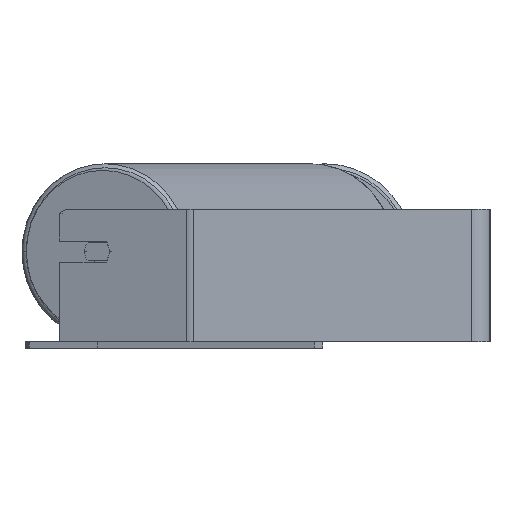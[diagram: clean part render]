
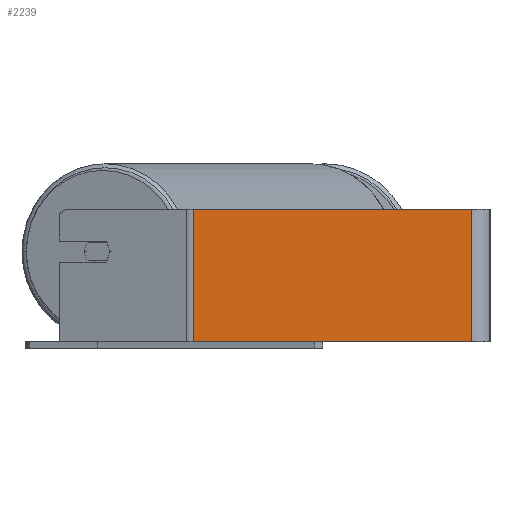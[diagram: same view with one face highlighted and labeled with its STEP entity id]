
A CAD part, left-side view. The second image highlights one B-rep face of the part: STEP entity #2239.
In plain terms, the highlighted planar face has unit normal (-1, 0, 0).
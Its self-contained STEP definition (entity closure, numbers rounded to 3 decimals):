
#1268 = PLANE ( 'NONE',  #1610 ) ;
#1610 = AXIS2_PLACEMENT_3D ( 'NONE', #8561, #2847, #2129 ) ;
#1756 = VERTEX_POINT ( 'NONE', #9301 ) ;
#1974 = EDGE_CURVE ( 'NONE', #3976, #2346, #8768, .T. ) ;
#2129 = DIRECTION ( 'NONE',  ( 0., 0., -1. ) ) ;
#2239 = ADVANCED_FACE ( 'NONE', ( #3645 ), #1268, .F. ) ;
#2346 = VERTEX_POINT ( 'NONE', #2405 ) ;
#2405 = CARTESIAN_POINT ( 'NONE',  ( -745., 14., -50. ) ) ;
#2620 = ORIENTED_EDGE ( 'NONE', *, *, #1974, .T. ) ;
#2722 = DIRECTION ( 'NONE',  ( 0., -1., 0. ) ) ;
#2847 = DIRECTION ( 'NONE',  ( 1., 0., 0. ) ) ;
#3167 = VECTOR ( 'NONE', #2722, 1000. ) ;
#3182 = CARTESIAN_POINT ( 'NONE',  ( -745., 226.908, -50. ) ) ;
#3260 = EDGE_CURVE ( 'NONE', #8270, #2346, #8279, .T. ) ;
#3645 = FACE_OUTER_BOUND ( 'NONE', #4974, .T. ) ;
#3894 = VECTOR ( 'NONE', #5402, 1000. ) ;
#3976 = VERTEX_POINT ( 'NONE', #4405 ) ;
#4208 = LINE ( 'NONE', #6923, #7569 ) ;
#4405 = CARTESIAN_POINT ( 'NONE',  ( -745., 224.44, -50. ) ) ;
#4699 = EDGE_CURVE ( 'NONE', #1756, #8270, #7174, .T. ) ;
#4974 = EDGE_LOOP ( 'NONE', ( #2620, #5850, #8659, #8472 ) ) ;
#5402 = DIRECTION ( 'NONE',  ( 0., 0., -1. ) ) ;
#5564 = EDGE_CURVE ( 'NONE', #1756, #3976, #4208, .T. ) ;
#5651 = CARTESIAN_POINT ( 'NONE',  ( -745., 226.908, 50. ) ) ;
#5850 = ORIENTED_EDGE ( 'NONE', *, *, #3260, .F. ) ;
#5937 = DIRECTION ( 'NONE',  ( 0., -1., 0. ) ) ;
#6648 = CARTESIAN_POINT ( 'NONE',  ( -745., 14., 50. ) ) ;
#6923 = CARTESIAN_POINT ( 'NONE',  ( -745., 224.44, 50. ) ) ;
#7103 = DIRECTION ( 'NONE',  ( 0., 0., -1. ) ) ;
#7174 = LINE ( 'NONE', #5651, #3167 ) ;
#7569 = VECTOR ( 'NONE', #7103, 1000. ) ;
#8270 = VERTEX_POINT ( 'NONE', #6648 ) ;
#8279 = LINE ( 'NONE', #9005, #3894 ) ;
#8472 = ORIENTED_EDGE ( 'NONE', *, *, #5564, .T. ) ;
#8561 = CARTESIAN_POINT ( 'NONE',  ( -745., 226.908, 50. ) ) ;
#8659 = ORIENTED_EDGE ( 'NONE', *, *, #4699, .F. ) ;
#8768 = LINE ( 'NONE', #3182, #9184 ) ;
#9005 = CARTESIAN_POINT ( 'NONE',  ( -745., 14., 50. ) ) ;
#9184 = VECTOR ( 'NONE', #5937, 1000. ) ;
#9301 = CARTESIAN_POINT ( 'NONE',  ( -745., 224.44, 50. ) ) ;
